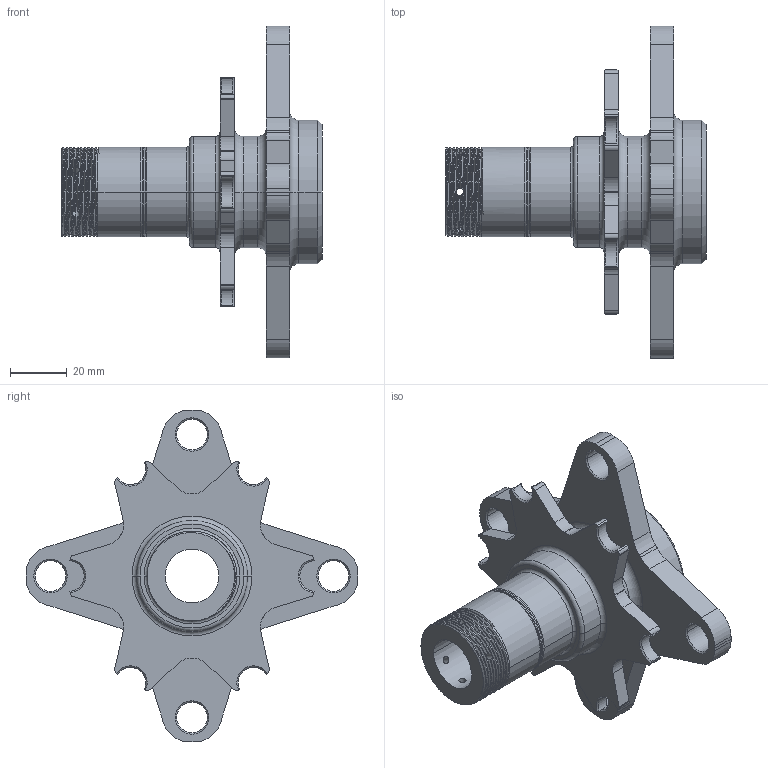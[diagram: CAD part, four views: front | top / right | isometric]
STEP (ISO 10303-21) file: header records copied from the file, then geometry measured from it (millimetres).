
FILE_DESCRIPTION (( 'STEP AP203' ), '1' );
FILE_NAME ('5116.STEP', '2015-06-29T18:57:53', ( '' ), ( '' ), 'SwSTEP 2.0', 'SolidWorks 2013', '' );
FILE_SCHEMA (( 'CONFIG_CONTROL_DESIGN' ));
Length unit declared in the file: inch
Products named in the file (1): 5116
Bounding box: 91.95 x 117.35 x 117.35 mm (x, y, z)
Volume: 106775.1 mm3; surface area: 37187.3 mm2
Topology: 1 solids, 1 shells, 261 faces, 734 edges, 474 vertices
Faces by surface type: cylinder 147, cone 36, plane 29, torus 28, bspline 21
Entity records: 16854 total; most frequent: CARTESIAN_POINT 10264, ORIENTED_EDGE 1468, DIRECTION 1330, EDGE_CURVE 734, AXIS2_PLACEMENT_3D 553, VERTEX_POINT 474, CIRCLE 312, EDGE_LOOP 282
